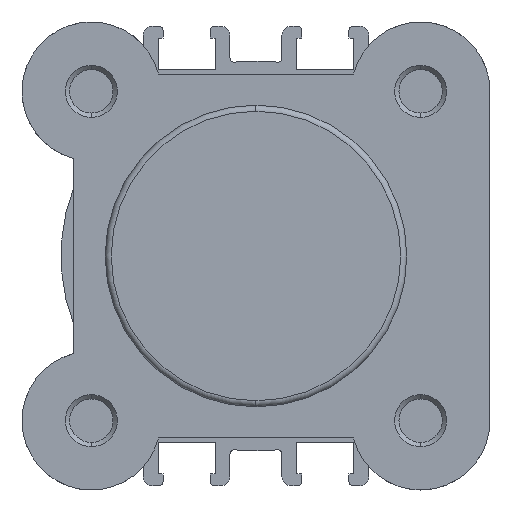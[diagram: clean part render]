
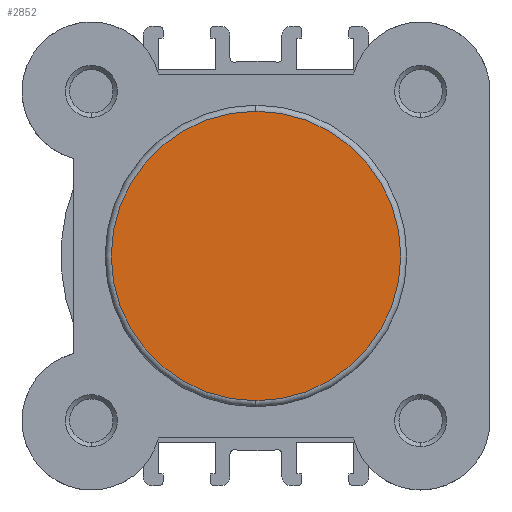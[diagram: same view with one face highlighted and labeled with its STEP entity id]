
A CAD part, left-side view. The second image highlights one B-rep face of the part: STEP entity #2852.
In plain terms, the highlighted planar face has unit normal (-1, 0, 0).
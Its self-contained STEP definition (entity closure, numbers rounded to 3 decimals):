
#3 = VERTEX_POINT ( 'NONE', #243 ) ;
#5 = VERTEX_POINT ( 'NONE', #245 ) ;
#243 = CARTESIAN_POINT ( 'NONE',  ( 0., 0., 16.7 ) ) ;
#245 = CARTESIAN_POINT ( 'NONE',  ( 0., 0., -16.7 ) ) ;
#544 = CARTESIAN_POINT ( 'NONE',  ( 0., 0., 0. ) ) ;
#545 = DIRECTION ( 'NONE',  ( -1., 0., 0. ) ) ;
#546 = DIRECTION ( 'NONE',  ( 0., 0., 1. ) ) ;
#630 = CARTESIAN_POINT ( 'NONE',  ( 0., 0., 0. ) ) ;
#638 = DIRECTION ( 'NONE',  ( -1., 0., 0. ) ) ;
#639 = DIRECTION ( 'NONE',  ( 0., 0., 1. ) ) ;
#1817 = CIRCLE ( 'NONE', #2422, 16.7 ) ;
#1845 = EDGE_CURVE ( 'NONE', #3, #5, #1817, .T. ) ;
#1881 = EDGE_CURVE ( 'NONE', #5, #3, #3051, .T. ) ;
#2422 = AXIS2_PLACEMENT_3D ( 'NONE', #544, #545, #546 ) ;
#2442 = AXIS2_PLACEMENT_3D ( 'NONE', #630, #638, #639 ) ;
#2757 = AXIS2_PLACEMENT_3D ( 'NONE', #5004, #5010, #5011 ) ;
#2852 = ADVANCED_FACE ( 'NONE', ( #4049 ), #5001, .T. ) ;
#3051 = CIRCLE ( 'NONE', #2442, 16.7 ) ;
#4049 = FACE_OUTER_BOUND ( 'NONE', #5750, .T. ) ;
#5001 = PLANE ( 'NONE',  #2757 ) ;
#5004 = CARTESIAN_POINT ( 'NONE',  ( 0., -17.4, 0. ) ) ;
#5010 = DIRECTION ( 'NONE',  ( -1., 0., 0. ) ) ;
#5011 = DIRECTION ( 'NONE',  ( 0., 0., 1. ) ) ;
#5750 = EDGE_LOOP ( 'NONE', ( #6133, #6132 ) ) ;
#6132 = ORIENTED_EDGE ( 'NONE', *, *, #1881, .T. ) ;
#6133 = ORIENTED_EDGE ( 'NONE', *, *, #1845, .T. ) ;
